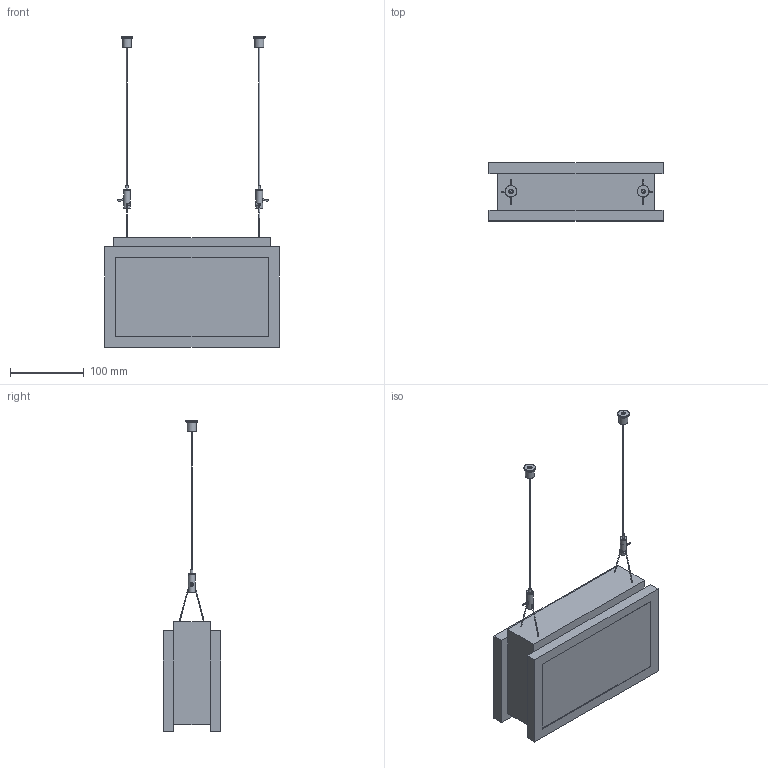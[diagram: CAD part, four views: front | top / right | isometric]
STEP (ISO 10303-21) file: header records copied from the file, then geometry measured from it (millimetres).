
FILE_DESCRIPTION(/* description */ ('Unknown'),/* implementation_level */ '2;1');
FILE_NAME(/* name */ 'FL 1520 S',/* time_stamp */ '2018-12-10T10:25:09+01:00',/* author */ ('Unknown'),/* organization */ ('Unknown'),/* preprocessor_version */ 'ST-DEVELOPER v16.7',/* originating_system */ 'DEX',/* authorisation */ $);
FILE_SCHEMA (('AUTOMOTIVE_DESIGN {1 0 10303 214 3 1 1}'));
Length unit declared in the file: millimetre
Products named in the file (8): FL 1520; 013_202; 013_106; 013_274; 013_128; 013_128-2; 013_128-1; FL 1520 D
Assembly tree (11 placements, depth 3):
  FL 1520
    013_202  x2
    013_106  x2
    013_274  x2
    013_128  x2
      013_128-2
      013_128-1
    FL 1520 D
Bounding box: 236.8 x 78.8 x 422.7 mm (x, y, z)
Volume: 2385381.1 mm3; surface area: 147091.6 mm2
Topology: 11 solids, 11 shells, 158 faces, 368 edges, 240 vertices
Faces by surface type: plane 88, cylinder 36, cone 18, torus 8, bspline 4, sphere 4
Full cylindrical faces by diameter (mm): 1.5 x2, 1.95 x2, 3.4 x2, 4 x2, 4.5 x4, 5 x4, 8.8 x2, 9 x6, 12 x2, 16 x2
Entity records: 3953 total; most frequent: CARTESIAN_POINT 1423, DIRECTION 412, ORIENTED_EDGE 350, EDGE_CURVE 175, AXIS2_PLACEMENT_3D 152, FACE_BOUND 131, EDGE_LOOP 130, VERTEX_POINT 128
